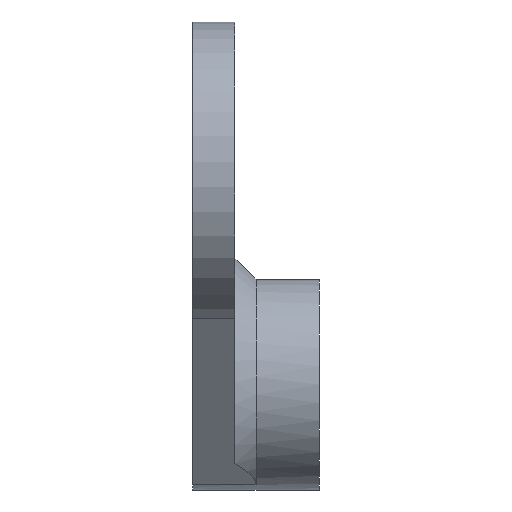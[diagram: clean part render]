
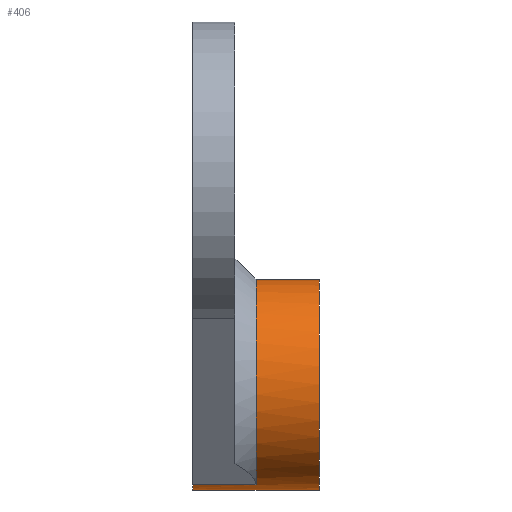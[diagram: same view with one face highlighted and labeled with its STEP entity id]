
A CAD part, left-side view. The second image highlights one B-rep face of the part: STEP entity #406.
In plain terms, the highlighted cylindrical face has radius 2.5 mm (diameter 5 mm), a partial arc.
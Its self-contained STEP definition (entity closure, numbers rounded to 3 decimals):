
#21=CYLINDRICAL_SURFACE('',#447,2.5);
#54=FACE_OUTER_BOUND('',#81,.T.);
#81=EDGE_LOOP('',(#319,#320,#321,#322,#323,#324));
#110=LINE('',#665,#139);
#114=LINE('',#672,#143);
#115=LINE('',#674,#144);
#139=VECTOR('',#533,10.);
#143=VECTOR('',#539,10.);
#144=VECTOR('',#540,10.);
#161=CIRCLE('',#428,2.5);
#171=CIRCLE('',#442,2.5);
#173=CIRCLE('',#448,2.5);
#187=VERTEX_POINT('',#615);
#188=VERTEX_POINT('',#617);
#200=VERTEX_POINT('',#648);
#201=VERTEX_POINT('',#652);
#205=VERTEX_POINT('',#664);
#208=VERTEX_POINT('',#673);
#225=EDGE_CURVE('',#187,#188,#161,.T.);
#241=EDGE_CURVE('',#200,#201,#171,.T.);
#247=EDGE_CURVE('',#201,#205,#110,.T.);
#251=EDGE_CURVE('',#188,#200,#114,.T.);
#252=EDGE_CURVE('',#187,#208,#115,.T.);
#253=EDGE_CURVE('',#205,#208,#173,.T.);
#319=ORIENTED_EDGE('',*,*,#241,.F.);
#320=ORIENTED_EDGE('',*,*,#251,.F.);
#321=ORIENTED_EDGE('',*,*,#225,.F.);
#322=ORIENTED_EDGE('',*,*,#252,.T.);
#323=ORIENTED_EDGE('',*,*,#253,.F.);
#324=ORIENTED_EDGE('',*,*,#247,.F.);
#406=ADVANCED_FACE('',(#54),#21,.T.);
#428=AXIS2_PLACEMENT_3D('',#618,#487,#488);
#442=AXIS2_PLACEMENT_3D('',#653,#520,#521);
#447=AXIS2_PLACEMENT_3D('',#671,#537,#538);
#448=AXIS2_PLACEMENT_3D('',#675,#541,#542);
#487=DIRECTION('center_axis',(0.,1.,0.));
#488=DIRECTION('ref_axis',(0.,0.,-1.));
#520=DIRECTION('center_axis',(0.,1.,0.));
#521=DIRECTION('ref_axis',(0.,0.,1.));
#533=DIRECTION('',(0.,-1.,0.));
#537=DIRECTION('center_axis',(0.,-1.,0.));
#538=DIRECTION('ref_axis',(0.,0.,-1.));
#539=DIRECTION('',(0.,-1.,0.));
#540=DIRECTION('',(0.,-1.,0.));
#541=DIRECTION('center_axis',(0.,-1.,0.));
#542=DIRECTION('ref_axis',(0.,0.,-1.));
#615=CARTESIAN_POINT('',(12.,0.,-7.5));
#617=CARTESIAN_POINT('',(11.237,0.,-7.381));
#618=CARTESIAN_POINT('Origin',(12.,0.,-5.));
#648=CARTESIAN_POINT('',(11.237,-1.5,-7.381));
#652=CARTESIAN_POINT('',(12.,-1.5,-2.5));
#653=CARTESIAN_POINT('Origin',(12.,-1.5,-5.));
#664=CARTESIAN_POINT('',(12.,-3.,-2.5));
#665=CARTESIAN_POINT('',(12.,0.,-2.5));
#671=CARTESIAN_POINT('Origin',(12.,0.,-5.));
#672=CARTESIAN_POINT('',(11.237,0.,-7.381));
#673=CARTESIAN_POINT('',(12.,-3.,-7.5));
#674=CARTESIAN_POINT('',(12.,0.,-7.5));
#675=CARTESIAN_POINT('Origin',(12.,-3.,-5.));
